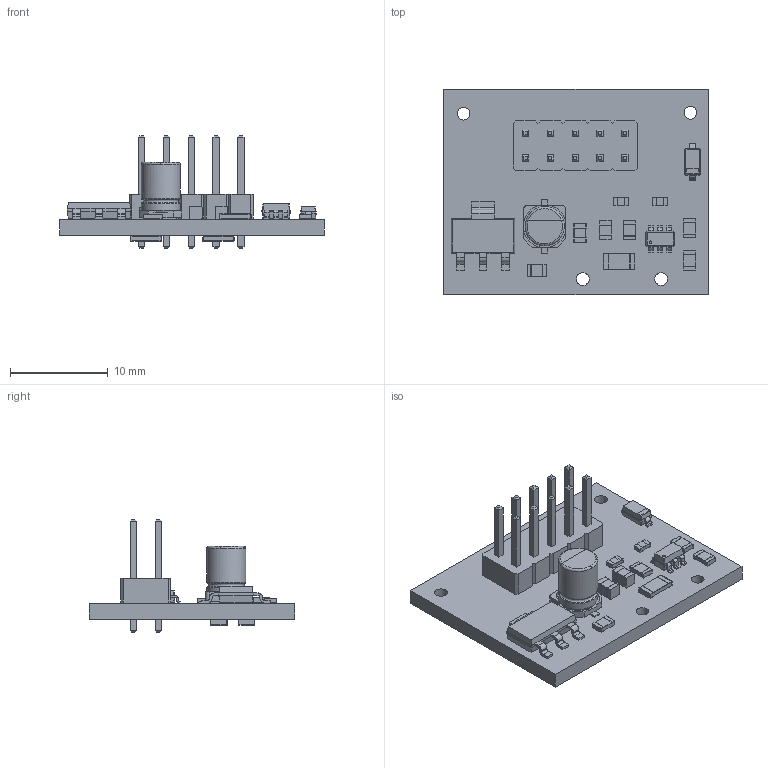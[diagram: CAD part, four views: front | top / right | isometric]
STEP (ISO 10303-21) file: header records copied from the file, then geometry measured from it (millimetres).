
FILE_DESCRIPTION(('KiCad electronic assembly'),'2;1');
FILE_NAME('Retrospector_Power_Test_TPS561201.step','2020-11-27T14:42:04' ,('An Author'),('A Company'),'Open CASCADE STEP processor 6.9', 'KiCad to STEP converter','Unknown');
FILE_SCHEMA(('AUTOMOTIVE_DESIGN { 1 0 10303 214 1 1 1 1 }'));
Length unit declared in the file: millimetre
Products named in the file (20): Open CASCADE STEP translator 6.9 1; R_0805; SOLID; SOT-23-6; L_0805; R_1206; PinHeader_2x05_P2.54mm_Vertical; SOT-223; R_0603; D_SOD-123; CP_Elec_4x5.8; COMPOUND
Assembly tree (28 placements, depth 3):
  Open CASCADE STEP translator 6.9 1
    R_0805  x4
      SOLID
    SOT-23-6
      SOLID
    L_0805  x2
      SOLID
    R_1206  x5
      SOLID
    PinHeader_2x05_P2.54mm_Vertical
      SOLID
    SOT-223
      SOLID
    R_0603  x2
      SOLID
    D_SOD-123
      SOLID
    CP_Elec_4x5.8
      SOLID
    COMPOUND
Bounding box: 27 x 21 x 11.54 mm (x, y, z)
Volume: 1232.8 mm3; surface area: 2201.3 mm2
Topology: 19 solids, 19 shells, 910 faces, 2332 edges, 1487 vertices
Faces by surface type: plane 646, cylinder 185, bspline 74, torus 4, revolution 1
Full cylindrical faces by diameter (mm): 0.25 x1, 1 x10, 1.3 x4, 4 x2
Entity records: 46576 total; most frequent: CARTESIAN_POINT 8947, DIRECTION 6004, LINE 4232, VECTOR 4232, ORIENTED_EDGE 3272, PCURVE 3272, DEFINITIONAL_REPRESENTATION 3272, EDGE_CURVE 1636
